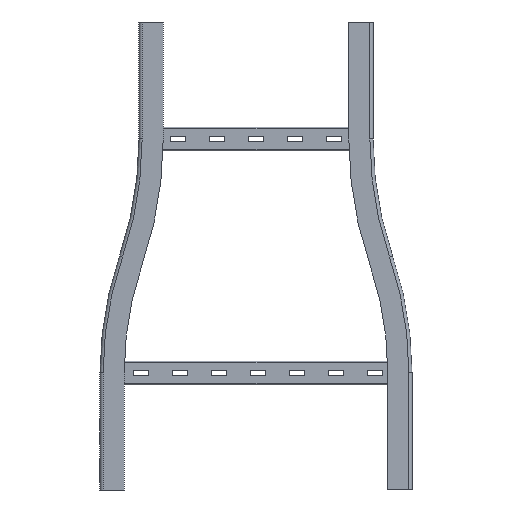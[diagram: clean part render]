
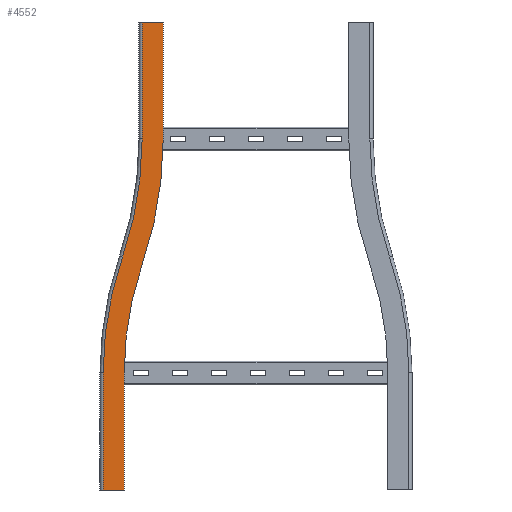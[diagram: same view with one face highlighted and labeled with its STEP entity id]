
A CAD part, front view. The second image highlights one B-rep face of the part: STEP entity #4552.
In plain terms, the highlighted planar face has unit normal (0, -1, 0).
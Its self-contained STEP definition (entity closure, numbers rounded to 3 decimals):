
#138=CIRCLE('',#4907,458.5);
#139=CIRCLE('',#4909,431.5);
#160=CIRCLE('',#4940,466.5);
#161=CIRCLE('',#4942,493.5);
#388=FACE_OUTER_BOUND('',#664,.T.);
#664=EDGE_LOOP('',(#3285,#3286,#3287,#3288,#3289,#3290,#3291,#3292,#3293,
#3294));
#948=LINE('',#6777,#1454);
#950=LINE('',#6783,#1456);
#963=LINE('',#6896,#1469);
#1017=LINE('',#7010,#1523);
#1018=LINE('',#7012,#1524);
#1019=LINE('',#7013,#1525);
#1454=VECTOR('',#5389,10.);
#1456=VECTOR('',#5393,10.);
#1469=VECTOR('',#5540,10.);
#1523=VECTOR('',#5654,10.);
#1524=VECTOR('',#5655,10.);
#1525=VECTOR('',#5656,10.);
#1957=VERTEX_POINT('',#6773);
#1958=VERTEX_POINT('',#6775);
#1960=VERTEX_POINT('',#6780);
#1961=VERTEX_POINT('',#6782);
#1976=VERTEX_POINT('',#6832);
#1978=VERTEX_POINT('',#6837);
#1992=VERTEX_POINT('',#6886);
#1994=VERTEX_POINT('',#6891);
#2024=VERTEX_POINT('',#7006);
#2025=VERTEX_POINT('',#7011);
#2372=EDGE_CURVE('',#1957,#1958,#948,.T.);
#2374=EDGE_CURVE('',#1960,#1961,#950,.T.);
#2400=EDGE_CURVE('',#1976,#1957,#138,.T.);
#2402=EDGE_CURVE('',#1978,#1960,#139,.T.);
#2427=EDGE_CURVE('',#1992,#1976,#160,.T.);
#2429=EDGE_CURVE('',#1994,#1978,#161,.T.);
#2431=EDGE_CURVE('',#1961,#1958,#963,.T.);
#2491=EDGE_CURVE('',#1992,#2024,#1017,.T.);
#2492=EDGE_CURVE('',#2025,#1994,#1018,.T.);
#2493=EDGE_CURVE('',#2024,#2025,#1019,.T.);
#3285=ORIENTED_EDGE('',*,*,#2491,.F.);
#3286=ORIENTED_EDGE('',*,*,#2427,.T.);
#3287=ORIENTED_EDGE('',*,*,#2400,.T.);
#3288=ORIENTED_EDGE('',*,*,#2372,.T.);
#3289=ORIENTED_EDGE('',*,*,#2431,.F.);
#3290=ORIENTED_EDGE('',*,*,#2374,.F.);
#3291=ORIENTED_EDGE('',*,*,#2402,.F.);
#3292=ORIENTED_EDGE('',*,*,#2429,.F.);
#3293=ORIENTED_EDGE('',*,*,#2492,.F.);
#3294=ORIENTED_EDGE('',*,*,#2493,.F.);
#4333=PLANE('',#4974);
#4552=ADVANCED_FACE('',(#388),#4333,.F.);
#4907=AXIS2_PLACEMENT_3D('',#6834,#5458,#5459);
#4909=AXIS2_PLACEMENT_3D('',#6839,#5463,#5464);
#4940=AXIS2_PLACEMENT_3D('',#6888,#5529,#5530);
#4942=AXIS2_PLACEMENT_3D('',#6893,#5534,#5535);
#4974=AXIS2_PLACEMENT_3D('',#7009,#5652,#5653);
#5389=DIRECTION('',(0.,0.,-1.));
#5393=DIRECTION('',(0.,0.,-1.));
#5458=DIRECTION('center_axis',(0.,-1.,0.));
#5459=DIRECTION('ref_axis',(-0.946,0.,0.324));
#5463=DIRECTION('center_axis',(0.,-1.,0.));
#5464=DIRECTION('ref_axis',(-0.946,0.,0.324));
#5529=DIRECTION('center_axis',(0.,1.,0.));
#5530=DIRECTION('ref_axis',(1.,0.,0.));
#5534=DIRECTION('center_axis',(0.,1.,0.));
#5535=DIRECTION('ref_axis',(1.,0.,0.));
#5540=DIRECTION('',(-1.,0.,0.));
#5652=DIRECTION('center_axis',(0.,1.,0.));
#5653=DIRECTION('ref_axis',(0.,0.,1.));
#5654=DIRECTION('',(0.,0.,1.));
#5655=DIRECTION('',(0.,0.,-1.));
#5656=DIRECTION('',(1.,0.,0.));
#6773=CARTESIAN_POINT('',(-77.,0.,-300.));
#6775=CARTESIAN_POINT('',(-77.,0.,-450.));
#6777=CARTESIAN_POINT('',(-77.,0.,-300.));
#6780=CARTESIAN_POINT('',(-50.,0.,-300.));
#6782=CARTESIAN_POINT('',(-50.,0.,-450.));
#6783=CARTESIAN_POINT('',(-50.,0.,-300.));
#6832=CARTESIAN_POINT('',(-52.216,0.,-151.297));
#6834=CARTESIAN_POINT('Origin',(381.5,0.,-300.));
#6837=CARTESIAN_POINT('',(-26.676,0.,-160.054));
#6839=CARTESIAN_POINT('Origin',(381.5,0.,-300.));
#6886=CARTESIAN_POINT('',(-27.,0.,0.));
#6888=CARTESIAN_POINT('Origin',(-493.5,0.,
0.));
#6891=CARTESIAN_POINT('',(0.,0.,0.));
#6893=CARTESIAN_POINT('Origin',(-493.5,0.,
0.));
#6896=CARTESIAN_POINT('',(-50.,0.,-450.));
#7006=CARTESIAN_POINT('',(-27.,0.,150.));
#7009=CARTESIAN_POINT('Origin',(-45.786,0.,
75.));
#7010=CARTESIAN_POINT('',(-27.,0.,75.));
#7011=CARTESIAN_POINT('',(0.,0.,150.));
#7012=CARTESIAN_POINT('',(0.,0.,0.));
#7013=CARTESIAN_POINT('',(0.,0.,150.));
